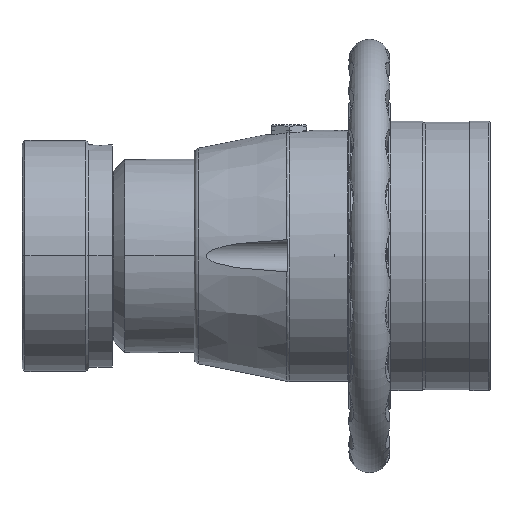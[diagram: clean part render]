
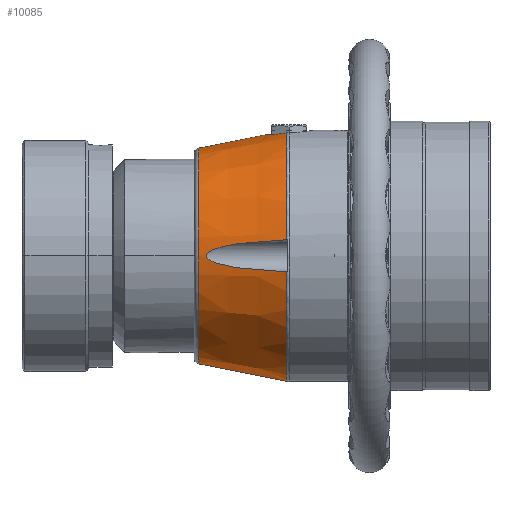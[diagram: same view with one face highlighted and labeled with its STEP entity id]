
A CAD part, top view. The second image highlights one B-rep face of the part: STEP entity #10085.
In plain terms, the highlighted conical face has half-angle 11.227 degrees and reference radius 63.248 mm.
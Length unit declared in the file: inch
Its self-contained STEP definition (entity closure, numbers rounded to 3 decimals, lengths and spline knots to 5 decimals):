
#9136=DIRECTION('',(0.981,-0.195,0.));
#9137=VECTOR('',#9136,1.91182);
#9138=CARTESIAN_POINT('',(2.35341,-2.30398,
0.));
#9139=LINE('',#9138,#9137);
#9140=DIRECTION('',(0.981,0.195,0.));
#9141=VECTOR('',#9140,1.45213);
#9142=CARTESIAN_POINT('',(2.35341,2.30398,
0.));
#9143=LINE('',#9142,#9141);
#9144=CARTESIAN_POINT('',(4.22865,2.62955,0.49758));
#9145=CARTESIAN_POINT('',(4.19863,2.62405,0.49462));
#9146=CARTESIAN_POINT('',(4.13896,2.61415,0.48323));
#9147=CARTESIAN_POINT('',(4.05344,2.60292,0.45));
#9148=CARTESIAN_POINT('',(3.97505,2.59519,0.4015));
#9149=CARTESIAN_POINT('',(3.90685,2.59047,0.3395));
#9150=CARTESIAN_POINT('',(3.85102,2.58801,0.26596));
#9151=CARTESIAN_POINT('',(3.8095,2.58701,0.1833));
#9152=CARTESIAN_POINT('',(3.78368,2.58673,0.09385));
#9153=CARTESIAN_POINT('',(3.77775,2.58671,0.03138));
#9154=CARTESIAN_POINT('',(3.77775,2.58671,0.));
#9176=CARTESIAN_POINT('',(2.35341,0.,0.));
#9177=DIRECTION('',(-1.,0.,0.));
#9178=DIRECTION('',(0.,-1.,0.));
#9179=AXIS2_PLACEMENT_3D('',#9176,#9177,#9178);
#9378=CARTESIAN_POINT('',(4.22865,0.,0.));
#9379=DIRECTION('',(1.,0.,0.));
#9380=DIRECTION('',(0.,-0.128,0.992));
#9381=AXIS2_PLACEMENT_3D('',#9378,#9379,#9380);
#9398=CARTESIAN_POINT('',(4.22865,0.3426,2.6542));
#9400=CARTESIAN_POINT('',(4.22865,0.,0.));
#9401=DIRECTION('',(1.,0.,0.));
#9402=DIRECTION('',(0.,0.983,0.186));
#9403=AXIS2_PLACEMENT_3D('',#9400,#9401,#9402);
#9481=CARTESIAN_POINT('',(4.22865,-0.3426,
2.6542));
#9482=CARTESIAN_POINT('',(4.16937,-0.34175,
2.64244));
#9483=CARTESIAN_POINT('',(4.05548,-0.33891,
2.62001));
#9484=CARTESIAN_POINT('',(3.89943,-0.33213,
2.58966));
#9485=CARTESIAN_POINT('',(3.75613,-0.3234,
2.56209));
#9486=CARTESIAN_POINT('',(3.62464,-0.31317,
2.53707));
#9487=CARTESIAN_POINT('',(3.5039,-0.30178,2.51431));
#9488=CARTESIAN_POINT('',(3.39302,-0.28949,
2.4936));
#9489=CARTESIAN_POINT('',(3.29118,-0.27647,
2.47474));
#9490=CARTESIAN_POINT('',(3.19768,-0.26289,
2.45756));
#9491=CARTESIAN_POINT('',(3.11183,-0.24883,
2.44189));
#9492=CARTESIAN_POINT('',(3.03309,-0.23438,
2.42762));
#9493=CARTESIAN_POINT('',(2.96092,-0.21959,
2.41462));
#9494=CARTESIAN_POINT('',(2.8949,-0.2045,
2.40279));
#9495=CARTESIAN_POINT('',(2.83456,-0.18911,
2.39204));
#9496=CARTESIAN_POINT('',(2.7796,-0.17341,
2.38229));
#9497=CARTESIAN_POINT('',(2.72964,-0.15734,
2.37347));
#9498=CARTESIAN_POINT('',(2.68449,-0.14086,
2.36553));
#9499=CARTESIAN_POINT('',(2.64391,-0.12383,
2.35842));
#9500=CARTESIAN_POINT('',(2.60786,-0.10612,
2.35212));
#9501=CARTESIAN_POINT('',(2.57636,-0.08749,
2.34663));
#9502=CARTESIAN_POINT('',(2.54974,-0.06762,
2.34201));
#9503=CARTESIAN_POINT('',(2.52875,-0.0462,
2.33837));
#9504=CARTESIAN_POINT('',(2.51499,-0.02272,
2.33598));
#9505=CARTESIAN_POINT('',(2.51074,0.0003,2.33525));
#9506=CARTESIAN_POINT('',(2.51523,0.02336,2.33603));
#9507=CARTESIAN_POINT('',(2.52922,0.0468,2.33845));
#9508=CARTESIAN_POINT('',(2.55036,0.06815,2.34211));
#9509=CARTESIAN_POINT('',(2.57708,0.08796,2.34676));
#9510=CARTESIAN_POINT('',(2.60864,0.10654,2.35226));
#9511=CARTESIAN_POINT('',(2.64475,0.12421,2.35856));
#9512=CARTESIAN_POINT('',(2.68536,0.14119,2.36568));
#9513=CARTESIAN_POINT('',(2.73054,0.15765,2.37363));
#9514=CARTESIAN_POINT('',(2.78051,0.17368,2.38245));
#9515=CARTESIAN_POINT('',(2.83548,0.18936,2.3922));
#9516=CARTESIAN_POINT('',(2.89581,0.20472,2.40296));
#9517=CARTESIAN_POINT('',(2.96183,0.21979,2.41478));
#9518=CARTESIAN_POINT('',(3.03396,0.23455,2.42778));
#9519=CARTESIAN_POINT('',(3.11268,0.24897,2.44205));
#9520=CARTESIAN_POINT('',(3.19847,0.26301,2.4577));
#9521=CARTESIAN_POINT('',(3.29193,0.27658,2.47488));
#9522=CARTESIAN_POINT('',(3.3937,0.28957,2.49373));
#9523=CARTESIAN_POINT('',(3.50451,0.30185,2.51443));
#9524=CARTESIAN_POINT('',(3.62516,0.31322,2.53717));
#9525=CARTESIAN_POINT('',(3.75654,0.32342,2.56217));
#9526=CARTESIAN_POINT('',(3.89972,0.33214,2.58971));
#9527=CARTESIAN_POINT('',(4.05564,0.33892,2.62004));
#9528=CARTESIAN_POINT('',(4.16942,0.34175,2.64245));
#9529=CARTESIAN_POINT('',(4.22865,0.3426,2.6542));
#9729=CARTESIAN_POINT('',(2.35341,-2.30398,0.));
#9730=CARTESIAN_POINT('',(2.35341,2.30398,0.));
#9731=VERTEX_POINT('',#9729);
#9732=VERTEX_POINT('',#9730);
#9741=CARTESIAN_POINT('',(3.77775,2.58671,0.));
#9742=VERTEX_POINT('',#9741);
#9764=CARTESIAN_POINT('',(4.22865,-0.3426,
2.6542));
#9765=CARTESIAN_POINT('',(4.22865,-2.67622,0.));
#9766=VERTEX_POINT('',#9764);
#9767=VERTEX_POINT('',#9765);
#9768=VERTEX_POINT('',#9144);
#9812=VERTEX_POINT('',#9398);
#10066=CARTESIAN_POINT('',(3.29103,0.,0.));
#10067=DIRECTION('',(1.,0.,0.));
#10068=DIRECTION('',(0.,-1.,0.));
#10069=AXIS2_PLACEMENT_3D('',#10066,#10067,#10068);
#10070=CONICAL_SURFACE('',#10069,2.4901,11.227);
#10072=ORIENTED_EDGE('',*,*,#10071,.T.);
#10073=ORIENTED_EDGE('',*,*,#10057,.F.);
#10075=ORIENTED_EDGE('',*,*,#10074,.T.);
#10076=ORIENTED_EDGE('',*,*,#10053,.T.);
#10078=ORIENTED_EDGE('',*,*,#10077,.F.);
#10080=ORIENTED_EDGE('',*,*,#10079,.T.);
#10082=ORIENTED_EDGE('',*,*,#10081,.F.);
#10083=EDGE_LOOP('',(#10072,#10073,#10075,#10076,#10078,#10080,#10082));
#10084=FACE_OUTER_BOUND('',#10083,.F.);
#9155=B_SPLINE_CURVE_WITH_KNOTS('',3,(#9144,#9145,#9146,#9147,#9148,#9149,#9150,
#9151,#9152,#9153,#9154),.UNSPECIFIED.,.F.,.F.,(4,1,1,1,1,1,1,1,4),(0.,
0.125,0.25,0.375,0.5,0.625,0.75,0.875,1.),.UNSPECIFIED.);
#9180=CIRCLE('',#9179,2.30398);
#9382=CIRCLE('',#9381,2.67622);
#9404=CIRCLE('',#9403,2.67622);
#9530=B_SPLINE_CURVE_WITH_KNOTS('',3,(#9481,#9482,#9483,#9484,#9485,#9486,#9487,
#9488,#9489,#9490,#9491,#9492,#9493,#9494,#9495,#9496,#9497,#9498,#9499,#9500,
#9501,#9502,#9503,#9504,#9505,#9506,#9507,#9508,#9509,#9510,#9511,#9512,#9513,
#9514,#9515,#9516,#9517,#9518,#9519,#9520,#9521,#9522,#9523,#9524,#9525,#9526,
#9527,#9528,#9529),.UNSPECIFIED.,.F.,.F.,(4,1,1,1,1,1,1,1,1,1,1,1,1,1,1,1,1,1,1,
1,1,1,1,1,1,1,1,1,1,1,1,1,1,1,1,1,1,1,1,1,1,1,1,1,1,1,4),(0.,
0.02174,0.04348,0.06522,0.08696,
0.1087,0.13043,0.15217,0.17391,
0.19565,0.21739,0.23913,0.26087,
0.28261,0.30435,0.32609,0.34783,
0.36957,0.3913,0.41304,0.43478,
0.45652,0.47826,0.5,0.52174,0.54348,
0.56522,0.58696,0.6087,0.63043,
0.65217,0.67391,0.69565,0.71739,
0.73913,0.76087,0.78261,0.80435,
0.82609,0.84783,0.86957,0.8913,
0.91304,0.93478,0.95652,0.97826,1.),
.UNSPECIFIED.);
#10053=EDGE_CURVE('',#9732,#9742,#9143,.T.);
#10057=EDGE_CURVE('',#9731,#9767,#9139,.T.);
#10071=EDGE_CURVE('',#9766,#9767,#9382,.T.);
#10074=EDGE_CURVE('',#9731,#9732,#9180,.T.);
#10077=EDGE_CURVE('',#9768,#9742,#9155,.T.);
#10079=EDGE_CURVE('',#9768,#9812,#9404,.T.);
#10081=EDGE_CURVE('',#9766,#9812,#9530,.T.);
#10085=ADVANCED_FACE('',(#10084),#10070,.T.);
